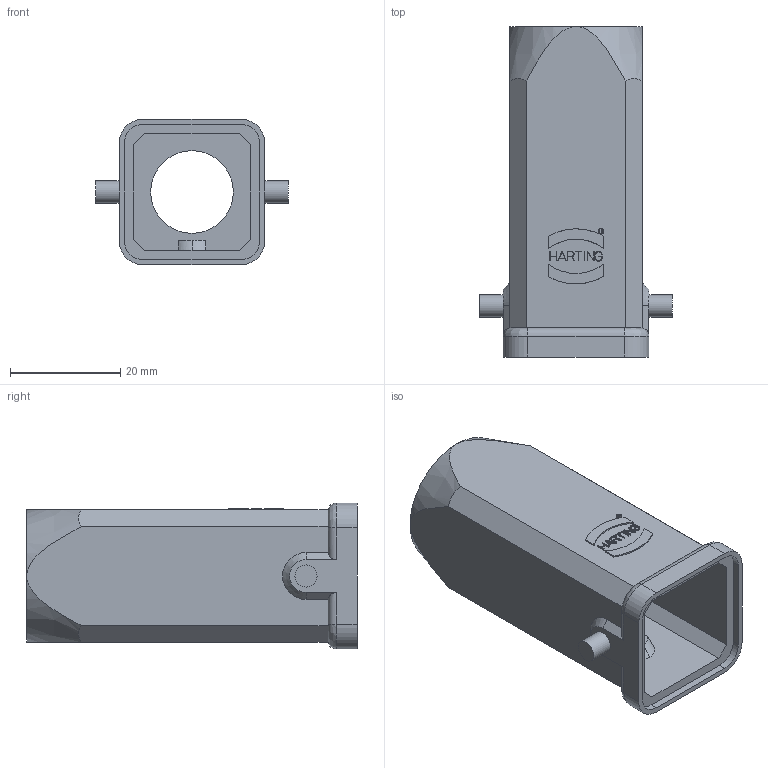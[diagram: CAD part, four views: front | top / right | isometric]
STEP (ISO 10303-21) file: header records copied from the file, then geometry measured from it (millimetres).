
FILE_DESCRIPTION(/* description */ (''),/* implementation_level */ '2;1');
FILE_NAME(/* name */ '100095039ugm000_b.stp',/* time_stamp */ '2017-10-25T15:56:08+02:00',/* author */ (''),/* organization */ (''),/* preprocessor_version */ 'ST-DEVELOPER v16',/* originating_system */ 'SIEMENS PLM Software NX 10.0',/* authorisation */ '');
FILE_SCHEMA (('AUTOMOTIVE_DESIGN { 1 0 10303 214 3 1 1 1 }'));
Length unit declared in the file: millimetre
Products named in the file (1): 100095039ugm000_b
Bounding box: 35 x 60 x 26.5 mm (x, y, z)
Volume: 9614.8 mm3; surface area: 11014.1 mm2
Topology: 1 solids, 1 shells, 190 faces, 483 edges, 321 vertices
Faces by surface type: plane 143, cylinder 35, cone 8, bspline 4
Full cylindrical faces by diameter (mm): 0.95 x1, 1.05 x1, 3 x1, 4 x2, 15 x1, 20 x1
Entity records: 6441 total; most frequent: CARTESIAN_POINT 1240, ORIENTED_EDGE 948, DIRECTION 891, EDGE_CURVE 474, LINE 351, VECTOR 351, VERTEX_POINT 316, AXIS2_PLACEMENT_3D 270
